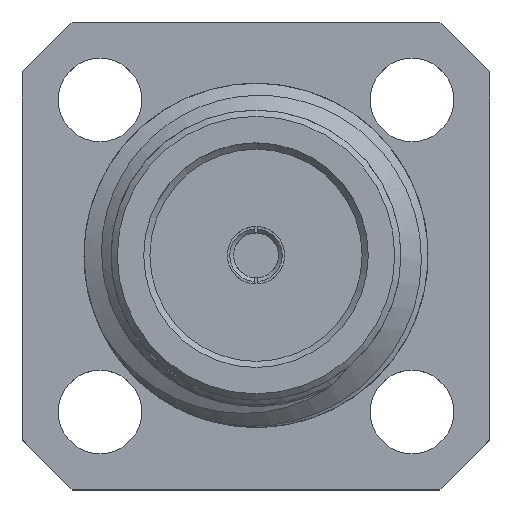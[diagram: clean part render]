
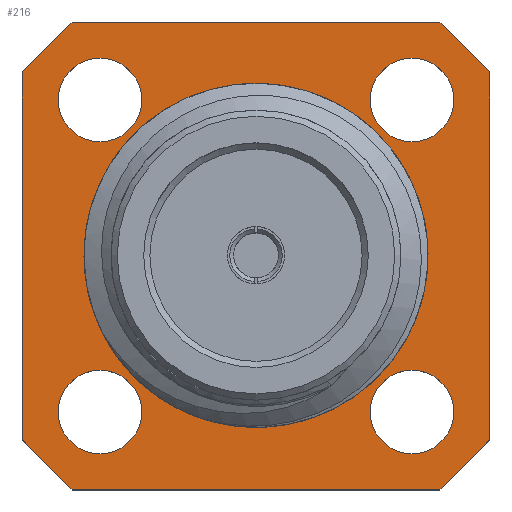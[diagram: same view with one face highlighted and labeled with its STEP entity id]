
A CAD part, top view. The second image highlights one B-rep face of the part: STEP entity #216.
In plain terms, the highlighted planar face has unit normal (0, 0, 1).
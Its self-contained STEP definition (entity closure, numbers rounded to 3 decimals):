
#15 = EDGE_CURVE ( 'NONE', #413, #1682, #2610, .T. ) ;
#32 = ORIENTED_EDGE ( 'NONE', *, *, #1498, .T. ) ;
#72 = CARTESIAN_POINT ( 'NONE',  ( 4.76, -3.744, 0. ) ) ;
#84 = ORIENTED_EDGE ( 'NONE', *, *, #3182, .F. ) ;
#90 = VECTOR ( 'NONE', #847, 1000. ) ;
#95 = CARTESIAN_POINT ( 'NONE',  ( -4.76, -4.76, 0. ) ) ;
#115 = EDGE_CURVE ( 'NONE', #1857, #2769, #1318, .T. ) ;
#132 = CARTESIAN_POINT ( 'NONE',  ( 3.744, -4.76, 0. ) ) ;
#153 = PLANE ( 'NONE',  #1484 ) ;
#164 = VERTEX_POINT ( 'NONE', #2088 ) ;
#200 = DIRECTION ( 'NONE',  ( 1., 0., 0. ) ) ;
#216 = ADVANCED_FACE ( 'NONE', ( #930, #1917, #1149, #879, #2889, #898 ), #153, .F. ) ;
#244 = LINE ( 'NONE', #1259, #589 ) ;
#258 = CARTESIAN_POINT ( 'NONE',  ( 3.175, -3.175, 0. ) ) ;
#292 = DIRECTION ( 'NONE',  ( 0., 1., 0. ) ) ;
#303 = CARTESIAN_POINT ( 'NONE',  ( -4.76, 4.76, 0. ) ) ;
#326 = DIRECTION ( 'NONE',  ( 0.707, -0.707, 0. ) ) ;
#358 = EDGE_LOOP ( 'NONE', ( #84 ) ) ;
#386 = DIRECTION ( 'NONE',  ( -1., 0., 0. ) ) ;
#413 = VERTEX_POINT ( 'NONE', #2360 ) ;
#542 = CARTESIAN_POINT ( 'NONE',  ( -2.675, 0., 0. ) ) ;
#543 = EDGE_LOOP ( 'NONE', ( #677, #2250, #1204, #941, #32, #1178, #908, #1327 ) ) ;
#589 = VECTOR ( 'NONE', #3046, 1000. ) ;
#633 = CARTESIAN_POINT ( 'NONE',  ( 3.744, 4.76, 0. ) ) ;
#662 = ORIENTED_EDGE ( 'NONE', *, *, #2732, .F. ) ;
#677 = ORIENTED_EDGE ( 'NONE', *, *, #1811, .T. ) ;
#699 = EDGE_CURVE ( 'NONE', #718, #718, #2848, .T. ) ;
#718 = VERTEX_POINT ( 'NONE', #2493 ) ;
#730 = DIRECTION ( 'NONE',  ( 0., 0., 1. ) ) ;
#736 = CARTESIAN_POINT ( 'NONE',  ( -2.325, 3.175, 0. ) ) ;
#773 = DIRECTION ( 'NONE',  ( 1., 0., 0. ) ) ;
#784 = EDGE_CURVE ( 'NONE', #1107, #1857, #869, .T. ) ;
#847 = DIRECTION ( 'NONE',  ( -0.707, -0.707, 0. ) ) ;
#854 = DIRECTION ( 'NONE',  ( -1., 0., 0. ) ) ;
#869 = LINE ( 'NONE', #95, #1638 ) ;
#879 = FACE_BOUND ( 'NONE', #2125, .T. ) ;
#898 = FACE_OUTER_BOUND ( 'NONE', #543, .T. ) ;
#906 = CARTESIAN_POINT ( 'NONE',  ( 0., 0., 0. ) ) ;
#908 = ORIENTED_EDGE ( 'NONE', *, *, #2277, .T. ) ;
#930 = FACE_BOUND ( 'NONE', #358, .T. ) ;
#933 = VERTEX_POINT ( 'NONE', #736 ) ;
#941 = ORIENTED_EDGE ( 'NONE', *, *, #115, .T. ) ;
#1070 = EDGE_CURVE ( 'NONE', #2498, #1893, #244, .T. ) ;
#1090 = ORIENTED_EDGE ( 'NONE', *, *, #2715, .F. ) ;
#1100 = VECTOR ( 'NONE', #292, 1000. ) ;
#1101 = DIRECTION ( 'NONE',  ( -0.707, 0.707, 0. ) ) ;
#1107 = VERTEX_POINT ( 'NONE', #3253 ) ;
#1123 = EDGE_LOOP ( 'NONE', ( #1090 ) ) ;
#1131 = EDGE_CURVE ( 'NONE', #1726, #1726, #2635, .T. ) ;
#1149 = FACE_BOUND ( 'NONE', #2879, .T. ) ;
#1170 = CARTESIAN_POINT ( 'NONE',  ( -4.76, -4.76, 0. ) ) ;
#1178 = ORIENTED_EDGE ( 'NONE', *, *, #1070, .T. ) ;
#1204 = ORIENTED_EDGE ( 'NONE', *, *, #784, .T. ) ;
#1222 = CARTESIAN_POINT ( 'NONE',  ( 4.025, -3.175, 0. ) ) ;
#1252 = CIRCLE ( 'NONE', #1980, 0.85 ) ;
#1259 = CARTESIAN_POINT ( 'NONE',  ( 3.744, -4.76, 0. ) ) ;
#1281 = DIRECTION ( 'NONE',  ( 0., 0., 1. ) ) ;
#1318 = LINE ( 'NONE', #2578, #2222 ) ;
#1327 = ORIENTED_EDGE ( 'NONE', *, *, #15, .T. ) ;
#1460 = DIRECTION ( 'NONE',  ( 1., 0., 0. ) ) ;
#1462 = CARTESIAN_POINT ( 'NONE',  ( -3.175, -3.175, 0. ) ) ;
#1484 = AXIS2_PLACEMENT_3D ( 'NONE', #1689, #1902, #386 ) ;
#1498 = EDGE_CURVE ( 'NONE', #2769, #2498, #2928, .T. ) ;
#1519 = DIRECTION ( 'NONE',  ( 0., 0., 1. ) ) ;
#1575 = CARTESIAN_POINT ( 'NONE',  ( -4.76, -3.744, 0. ) ) ;
#1580 = VECTOR ( 'NONE', #2411, 1000. ) ;
#1592 = LINE ( 'NONE', #2593, #90 ) ;
#1638 = VECTOR ( 'NONE', #2646, 1000. ) ;
#1682 = VERTEX_POINT ( 'NONE', #633 ) ;
#1689 = CARTESIAN_POINT ( 'NONE',  ( 0., 0., 0. ) ) ;
#1726 = VERTEX_POINT ( 'NONE', #1222 ) ;
#1743 = VERTEX_POINT ( 'NONE', #1958 ) ;
#1811 = EDGE_CURVE ( 'NONE', #1682, #164, #2541, .T. ) ;
#1857 = VERTEX_POINT ( 'NONE', #1575 ) ;
#1866 = DIRECTION ( 'NONE',  ( -1., 0., 0. ) ) ;
#1893 = VERTEX_POINT ( 'NONE', #72 ) ;
#1902 = DIRECTION ( 'NONE',  ( 0., 0., -1. ) ) ;
#1910 = DIRECTION ( 'NONE',  ( 0., 0., 1. ) ) ;
#1917 = FACE_BOUND ( 'NONE', #1947, .T. ) ;
#1947 = EDGE_LOOP ( 'NONE', ( #2688 ) ) ;
#1952 = EDGE_CURVE ( 'NONE', #164, #1107, #1592, .T. ) ;
#1953 = VECTOR ( 'NONE', #1101, 1000. ) ;
#1958 = CARTESIAN_POINT ( 'NONE',  ( 4.025, 3.175, 0. ) ) ;
#1980 = AXIS2_PLACEMENT_3D ( 'NONE', #3258, #1281, #200 ) ;
#2031 = CARTESIAN_POINT ( 'NONE',  ( -3.175, 3.175, 0. ) ) ;
#2040 = VERTEX_POINT ( 'NONE', #542 ) ;
#2088 = CARTESIAN_POINT ( 'NONE',  ( -3.744, 4.76, 0. ) ) ;
#2125 = EDGE_LOOP ( 'NONE', ( #662 ) ) ;
#2160 = ORIENTED_EDGE ( 'NONE', *, *, #1131, .F. ) ;
#2205 = AXIS2_PLACEMENT_3D ( 'NONE', #906, #1910, #854 ) ;
#2218 = DIRECTION ( 'NONE',  ( 1., 0., 0. ) ) ;
#2222 = VECTOR ( 'NONE', #326, 1000. ) ;
#2250 = ORIENTED_EDGE ( 'NONE', *, *, #1952, .T. ) ;
#2277 = EDGE_CURVE ( 'NONE', #1893, #413, #3078, .T. ) ;
#2357 = CIRCLE ( 'NONE', #2205, 2.675 ) ;
#2360 = CARTESIAN_POINT ( 'NONE',  ( 4.76, 3.744, 0. ) ) ;
#2411 = DIRECTION ( 'NONE',  ( 1., 0., 0. ) ) ;
#2421 = AXIS2_PLACEMENT_3D ( 'NONE', #258, #1519, #773 ) ;
#2493 = CARTESIAN_POINT ( 'NONE',  ( -2.325, -3.175, 0. ) ) ;
#2498 = VERTEX_POINT ( 'NONE', #132 ) ;
#2527 = AXIS2_PLACEMENT_3D ( 'NONE', #1462, #730, #2218 ) ;
#2541 = LINE ( 'NONE', #303, #3004 ) ;
#2545 = CARTESIAN_POINT ( 'NONE',  ( 4.76, -4.76, 0. ) ) ;
#2578 = CARTESIAN_POINT ( 'NONE',  ( -4.76, -3.744, 0. ) ) ;
#2593 = CARTESIAN_POINT ( 'NONE',  ( -3.744, 4.76, 0. ) ) ;
#2610 = LINE ( 'NONE', #3127, #1953 ) ;
#2635 = CIRCLE ( 'NONE', #2421, 0.85 ) ;
#2646 = DIRECTION ( 'NONE',  ( 0., -1., 0. ) ) ;
#2660 = CIRCLE ( 'NONE', #3138, 0.85 ) ;
#2688 = ORIENTED_EDGE ( 'NONE', *, *, #699, .F. ) ;
#2715 = EDGE_CURVE ( 'NONE', #933, #933, #2660, .T. ) ;
#2732 = EDGE_CURVE ( 'NONE', #1743, #1743, #1252, .T. ) ;
#2769 = VERTEX_POINT ( 'NONE', #3003 ) ;
#2848 = CIRCLE ( 'NONE', #2527, 0.85 ) ;
#2879 = EDGE_LOOP ( 'NONE', ( #2160 ) ) ;
#2889 = FACE_BOUND ( 'NONE', #1123, .T. ) ;
#2928 = LINE ( 'NONE', #1170, #1580 ) ;
#3003 = CARTESIAN_POINT ( 'NONE',  ( -3.744, -4.76, 0. ) ) ;
#3004 = VECTOR ( 'NONE', #1866, 1000. ) ;
#3037 = DIRECTION ( 'NONE',  ( 0., 0., 1. ) ) ;
#3046 = DIRECTION ( 'NONE',  ( 0.707, 0.707, 0. ) ) ;
#3078 = LINE ( 'NONE', #2545, #1100 ) ;
#3127 = CARTESIAN_POINT ( 'NONE',  ( 4.76, 3.744, 0. ) ) ;
#3138 = AXIS2_PLACEMENT_3D ( 'NONE', #2031, #3037, #1460 ) ;
#3182 = EDGE_CURVE ( 'NONE', #2040, #2040, #2357, .T. ) ;
#3253 = CARTESIAN_POINT ( 'NONE',  ( -4.76, 3.744, 0. ) ) ;
#3258 = CARTESIAN_POINT ( 'NONE',  ( 3.175, 3.175, 0. ) ) ;
